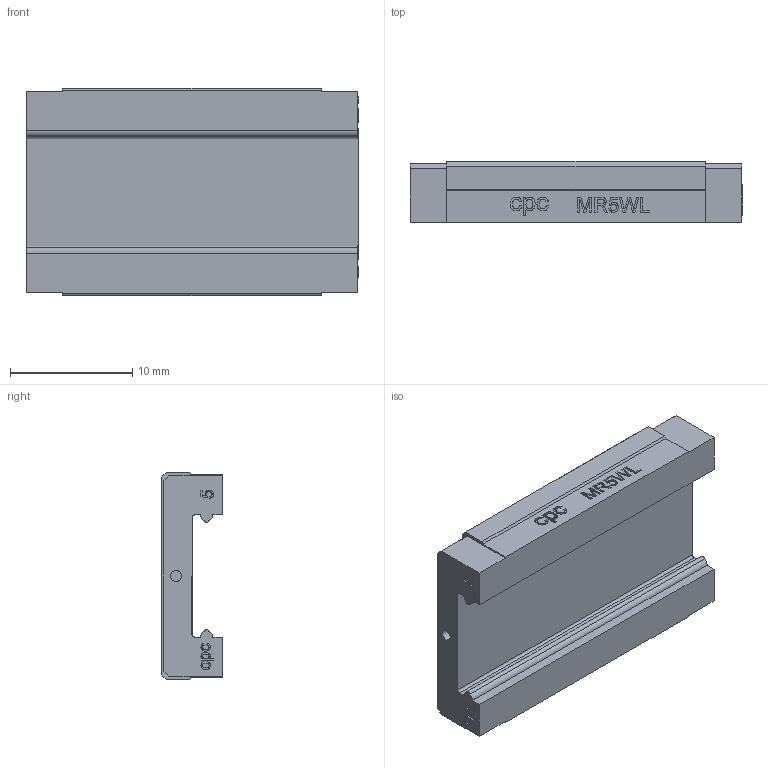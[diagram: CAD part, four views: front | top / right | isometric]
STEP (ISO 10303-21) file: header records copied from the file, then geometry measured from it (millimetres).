
FILE_DESCRIPTION (( 'STEP AP203' ), '1' );
FILE_NAME ('5WL-SS-block.STEP', '2009-08-20T09:48:36', ( 'cpc' ), ( '' ), 'SwSTEP 2.0', 'SolidWorks 2007', '' );
FILE_SCHEMA (( 'CONFIG_CONTROL_DESIGN' ));
Length unit declared in the file: millimetre
Products named in the file (1): 5WL-SS-block
Bounding box: 27.2 x 5 x 17 mm (x, y, z)
Volume: 1541.4 mm3; surface area: 1579.3 mm2
Topology: 1 solids, 1 shells, 425 faces, 1145 edges, 754 vertices
Faces by surface type: plane 216, bspline 164, cylinder 29, cone 16
Entity records: 22130 total; most frequent: CARTESIAN_POINT 12497, ORIENTED_EDGE 2274, DIRECTION 1399, EDGE_CURVE 1137, VERTEX_POINT 754, VECTOR 743, LINE 743, EDGE_LOOP 465
